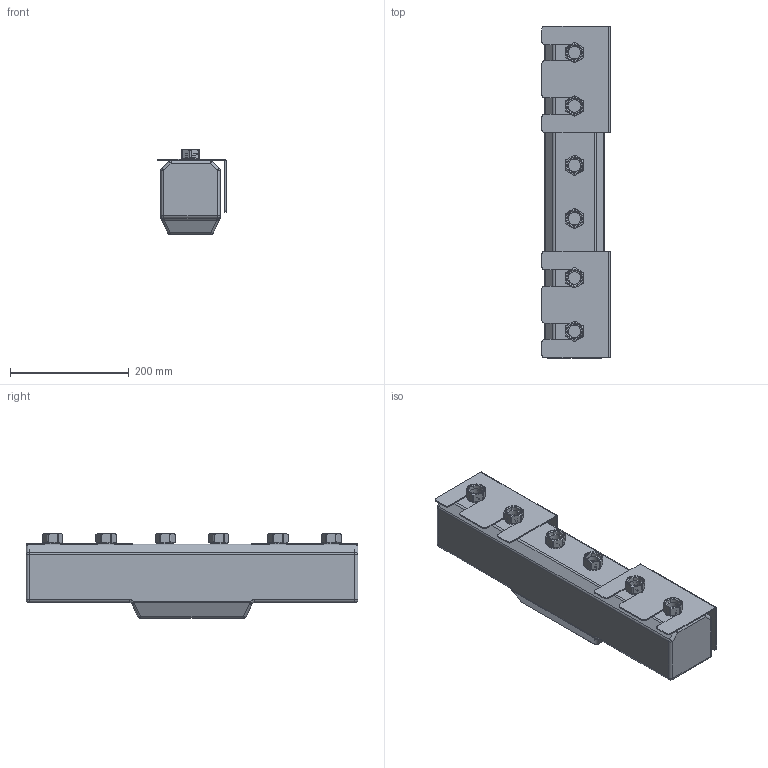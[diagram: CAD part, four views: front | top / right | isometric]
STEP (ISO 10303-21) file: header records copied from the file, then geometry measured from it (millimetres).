
FILE_DESCRIPTION(('CATIA V5 STEP Exchange','CAx-IF Rec.Pracs.--- Model Styling and Organization---1.2---2011-12-15'),'2;1');
FILE_NAME('66000600 GMA331.stp','2017-09-27T10:58:12+00:00',('none'),('none'),'CATIA Version 5-6 Release 2014 SP4 HF22','CATIA V5 STEP AP214','none');
FILE_SCHEMA(('AUTOMOTIVE_DESIGN { 1 0 10303 214 1 1 1 1 }'));
Length unit declared in the file: millimetre
Products named in the file (3): Product1; Part1; Vaggfaste Fordelarbalk
Assembly tree (3 placements, depth 2):
  Product1
    Part1
    Vaggfaste Fordelarbalk  x2
Bounding box: 115 x 560 x 143 mm (x, y, z)
Volume: 5802751.1 mm3; surface area: 462355.7 mm2
Topology: 9 solids, 9 shells, 558 faces, 1319 edges, 802 vertices
Faces by surface type: cylinder 224, plane 150, bspline 88, cone 48, torus 28, sphere 20
Entity records: 19044 total; most frequent: CARTESIAN_POINT 9106, ORIENTED_EDGE 2312, DIRECTION 1350, EDGE_CURVE 1156, VERTEX_POINT 700, AXIS2_PLACEMENT_3D 671, EDGE_LOOP 580, ADVANCED_FACE 508
